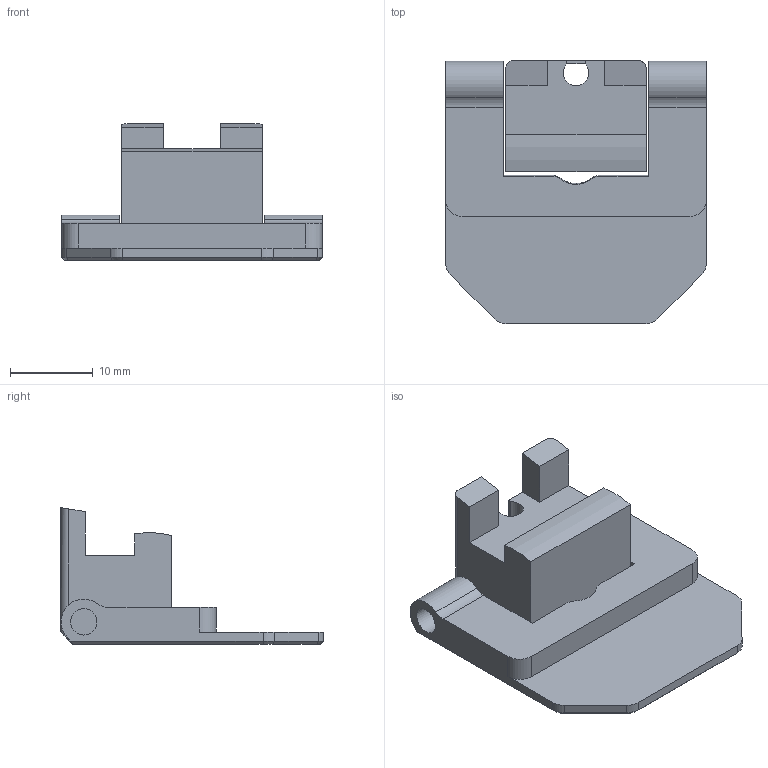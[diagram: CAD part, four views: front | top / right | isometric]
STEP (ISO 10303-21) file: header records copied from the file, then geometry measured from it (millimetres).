
FILE_DESCRIPTION(/* description */ (''),/* implementation_level */ '2;1');
FILE_NAME(/* name */ 'Simplish-Hinge-v0.1 v7.step',/* time_stamp */ '2022-02-02T05:41:11+00:00',/* author */ (''),/* organization */ (''),/* preprocessor_version */ 'ST-DEVELOPER v18.1',/* originating_system */ 'Autodesk Translation Framework v10.13.0.1454',/* authorisation */ '');
FILE_SCHEMA (('AUTOMOTIVE_DESIGN { 1 0 10303 214 3 1 1 }'));
Length unit declared in the file: millimetre
Products named in the file (4): Simplish-Hinge-v0.1; Simplish-Hinge; Component3; Component4
Assembly tree (3 placements, depth 3):
  Simplish-Hinge-v0.1
    Simplish-Hinge
      Component3
      Component4
Bounding box: 31.6 x 31.87 x 16.6 mm (x, y, z)
Volume: 4528.7 mm3; surface area: 3669.8 mm2
Topology: 2 solids, 2 shells, 87 faces, 236 edges, 151 vertices
Faces by surface type: plane 53, cylinder 21, bspline 8, cone 5
Full cylindrical faces by diameter (mm): 3.2 x3
Entity records: 3063 total; most frequent: CARTESIAN_POINT 769, ORIENTED_EDGE 472, DIRECTION 443, EDGE_CURVE 236, LINE 163, VECTOR 163, VERTEX_POINT 151, AXIS2_PLACEMENT_3D 140
